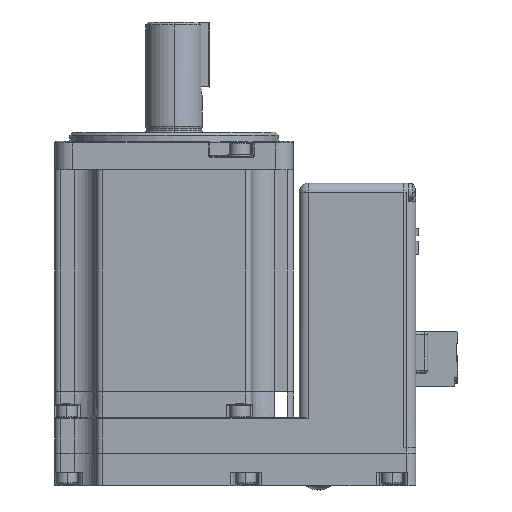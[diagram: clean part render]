
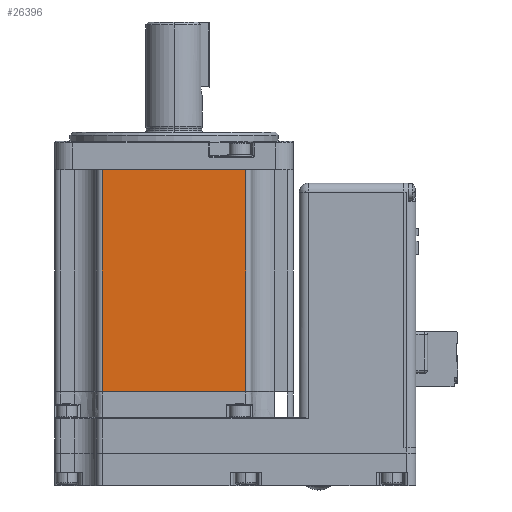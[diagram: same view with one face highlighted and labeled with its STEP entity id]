
A CAD part, left-side view. The second image highlights one B-rep face of the part: STEP entity #26396.
In plain terms, the highlighted planar face has unit normal (-1, 0, 0).
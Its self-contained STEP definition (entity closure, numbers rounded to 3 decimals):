
#4635 = VERTEX_POINT ( 'NONE', #12444 ) ;
#8688 = DIRECTION ( 'NONE',  ( 0., 0., -1. ) ) ;
#9440 = PLANE ( 'NONE',  #10332 ) ;
#10031 = VERTEX_POINT ( 'NONE', #45174 ) ;
#10332 = AXIS2_PLACEMENT_3D ( 'NONE', #63323, #35369, #83183 ) ;
#12444 = CARTESIAN_POINT ( 'NONE',  ( -32.723, 16.949, -25.143 ) ) ;
#16628 = VECTOR ( 'NONE', #8688, 1000. ) ;
#19628 = EDGE_CURVE ( 'NONE', #4635, #10031, #49804, .T. ) ;
#26396 = ADVANCED_FACE ( 'NONE', ( #85445 ), #9440, .F. ) ;
#29976 = CARTESIAN_POINT ( 'NONE',  ( -32.723, 16.949, -25.143 ) ) ;
#34618 = CARTESIAN_POINT ( 'NONE',  ( -32.723, 64.949, 53.157 ) ) ;
#35369 = DIRECTION ( 'NONE',  ( 1., 0., 0. ) ) ;
#39414 = ORIENTED_EDGE ( 'NONE', *, *, #57309, .T. ) ;
#44015 = EDGE_CURVE ( 'NONE', #83970, #10031, #77676, .T. ) ;
#44561 = DIRECTION ( 'NONE',  ( 0., -1., 0. ) ) ;
#45174 = CARTESIAN_POINT ( 'NONE',  ( -32.723, 16.949, 49.157 ) ) ;
#47227 = ORIENTED_EDGE ( 'NONE', *, *, #44015, .F. ) ;
#47571 = CARTESIAN_POINT ( 'NONE',  ( -32.723, 64.949, 49.157 ) ) ;
#47913 = VERTEX_POINT ( 'NONE', #71153 ) ;
#48838 = ORIENTED_EDGE ( 'NONE', *, *, #54319, .T. ) ;
#49804 = LINE ( 'NONE', #73222, #76923 ) ;
#53983 = DIRECTION ( 'NONE',  ( 0., 0., 1. ) ) ;
#54319 = EDGE_CURVE ( 'NONE', #47913, #4635, #75529, .T. ) ;
#57309 = EDGE_CURVE ( 'NONE', #83970, #47913, #82360, .T. ) ;
#59852 = VECTOR ( 'NONE', #44561, 1000. ) ;
#61159 = DIRECTION ( 'NONE',  ( 0., -1., 0. ) ) ;
#61942 = ORIENTED_EDGE ( 'NONE', *, *, #19628, .T. ) ;
#63323 = CARTESIAN_POINT ( 'NONE',  ( -32.723, 40.949, 53.157 ) ) ;
#65336 = EDGE_LOOP ( 'NONE', ( #47227, #39414, #48838, #61942 ) ) ;
#67567 = CARTESIAN_POINT ( 'NONE',  ( -32.723, 40.949, 49.157 ) ) ;
#71153 = CARTESIAN_POINT ( 'NONE',  ( -32.723, 64.949, -25.143 ) ) ;
#73222 = CARTESIAN_POINT ( 'NONE',  ( -32.723, 16.949, 53.157 ) ) ;
#75529 = LINE ( 'NONE', #29976, #59852 ) ;
#76614 = VECTOR ( 'NONE', #61159, 1000. ) ;
#76923 = VECTOR ( 'NONE', #53983, 1000. ) ;
#77676 = LINE ( 'NONE', #67567, #76614 ) ;
#82360 = LINE ( 'NONE', #34618, #16628 ) ;
#83183 = DIRECTION ( 'NONE',  ( 0., 1., 0. ) ) ;
#83970 = VERTEX_POINT ( 'NONE', #47571 ) ;
#85445 = FACE_OUTER_BOUND ( 'NONE', #65336, .T. ) ;
